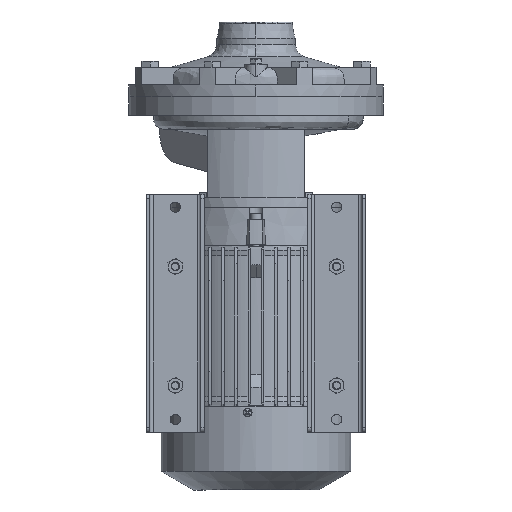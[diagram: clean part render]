
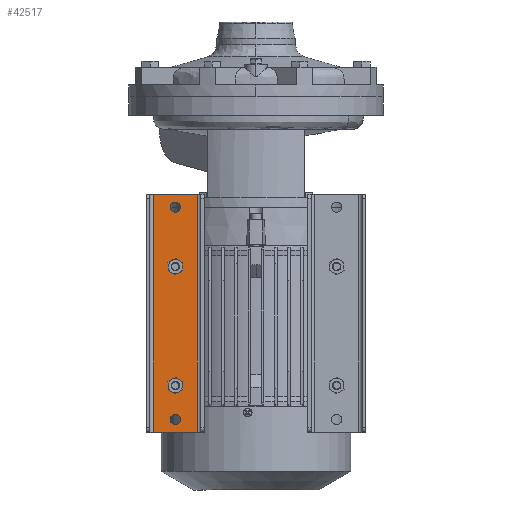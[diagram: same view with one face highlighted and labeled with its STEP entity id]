
A CAD part, front view. The second image highlights one B-rep face of the part: STEP entity #42517.
In plain terms, the highlighted planar face has unit normal (0, -1, 0).
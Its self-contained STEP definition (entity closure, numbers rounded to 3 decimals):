
#783 = DIRECTION ( 'NONE',  ( 0., 0., 1. ) ) ;
#5293 = CARTESIAN_POINT ( 'NONE',  ( -121., -116., -115. ) ) ;
#8846 = CARTESIAN_POINT ( 'NONE',  ( -95., -116., -130. ) ) ;
#13743 = VERTEX_POINT ( 'NONE', #236722 ) ;
#14920 = PLANE ( 'NONE',  #154708 ) ;
#15686 = AXIS2_PLACEMENT_3D ( 'NONE', #129467, #359600, #227638 ) ;
#16997 = LINE ( 'NONE', #339410, #275458 ) ;
#18044 = DIRECTION ( 'NONE',  ( 0., 1., 0. ) ) ;
#18607 = AXIS2_PLACEMENT_3D ( 'NONE', #8846, #311478, #246703 ) ;
#25318 = DIRECTION ( 'NONE',  ( 0., 0., 1. ) ) ;
#30280 = DIRECTION ( 'NONE',  ( 0., 1., 0. ) ) ;
#31265 = EDGE_LOOP ( 'NONE', ( #215869, #52439 ) ) ;
#31525 = CARTESIAN_POINT ( 'NONE',  ( -121., -116., -395. ) ) ;
#36979 = EDGE_CURVE ( 'NONE', #247970, #92748, #135975, .T. ) ;
#40636 = CARTESIAN_POINT ( 'NONE',  ( -95., -116., -200. ) ) ;
#42517 = ADVANCED_FACE ( 'NONE', ( #376545, #289956, #168174, #350908, #172030 ), #14920, .F. ) ;
#45471 = VERTEX_POINT ( 'NONE', #211224 ) ;
#48343 = EDGE_CURVE ( 'NONE', #79722, #158777, #274754, .T. ) ;
#52439 = ORIENTED_EDGE ( 'NONE', *, *, #147569, .T. ) ;
#53927 = CARTESIAN_POINT ( 'NONE',  ( -95., -116., -340. ) ) ;
#56790 = ORIENTED_EDGE ( 'NONE', *, *, #48343, .T. ) ;
#69170 = ORIENTED_EDGE ( 'NONE', *, *, #271622, .T. ) ;
#70146 = DIRECTION ( 'NONE',  ( -1., 0., 0. ) ) ;
#79078 = CIRCLE ( 'NONE', #317567, 6. ) ;
#79722 = VERTEX_POINT ( 'NONE', #332750 ) ;
#81647 = DIRECTION ( 'NONE',  ( 0., 1., 0. ) ) ;
#91985 = LINE ( 'NONE', #237546, #279678 ) ;
#92748 = VERTEX_POINT ( 'NONE', #238169 ) ;
#108804 = EDGE_CURVE ( 'NONE', #382258, #196042, #254446, .T. ) ;
#111905 = EDGE_CURVE ( 'NONE', #13743, #213013, #79078, .T. ) ;
#112896 = VERTEX_POINT ( 'NONE', #5293 ) ;
#119853 = CARTESIAN_POINT ( 'NONE',  ( -95., -116., -124. ) ) ;
#124104 = AXIS2_PLACEMENT_3D ( 'NONE', #40636, #221439, #341343 ) ;
#125193 = CIRCLE ( 'NONE', #18607, 6. ) ;
#129467 = CARTESIAN_POINT ( 'NONE',  ( -95., -116., -340. ) ) ;
#130092 = AXIS2_PLACEMENT_3D ( 'NONE', #316794, #18044, #169367 ) ;
#132499 = AXIS2_PLACEMENT_3D ( 'NONE', #144990, #264879, #163847 ) ;
#135975 = CIRCLE ( 'NONE', #299221, 6. ) ;
#144990 = CARTESIAN_POINT ( 'NONE',  ( -95., -116., -380. ) ) ;
#147265 = VECTOR ( 'NONE', #379679, 1000. ) ;
#147569 = EDGE_CURVE ( 'NONE', #92748, #247970, #125193, .T. ) ;
#154708 = AXIS2_PLACEMENT_3D ( 'NONE', #223266, #81647, #225212 ) ;
#158777 = VERTEX_POINT ( 'NONE', #384493 ) ;
#161778 = CARTESIAN_POINT ( 'NONE',  ( -61., -116., -395. ) ) ;
#163444 = EDGE_CURVE ( 'NONE', #196042, #382258, #245539, .T. ) ;
#163847 = DIRECTION ( 'NONE',  ( 0., 0., 1. ) ) ;
#168174 = FACE_BOUND ( 'NONE', #258309, .T. ) ;
#169367 = DIRECTION ( 'NONE',  ( 0., 0., 1. ) ) ;
#170690 = CARTESIAN_POINT ( 'NONE',  ( -95., -116., -346. ) ) ;
#172030 = FACE_OUTER_BOUND ( 'NONE', #330467, .T. ) ;
#188514 = DIRECTION ( 'NONE',  ( 0., 1., 0. ) ) ;
#196042 = VERTEX_POINT ( 'NONE', #308880 ) ;
#198213 = DIRECTION ( 'NONE',  ( 0., 0., 1. ) ) ;
#198874 = LINE ( 'NONE', #263670, #147265 ) ;
#209429 = EDGE_LOOP ( 'NONE', ( #56790, #69170 ) ) ;
#211224 = CARTESIAN_POINT ( 'NONE',  ( -69., -116., -395. ) ) ;
#213013 = VERTEX_POINT ( 'NONE', #300694 ) ;
#215869 = ORIENTED_EDGE ( 'NONE', *, *, #36979, .T. ) ;
#219903 = EDGE_CURVE ( 'NONE', #213013, #13743, #308094, .T. ) ;
#221439 = DIRECTION ( 'NONE',  ( 0., 1., 0. ) ) ;
#223266 = CARTESIAN_POINT ( 'NONE',  ( -54.2, -116., -87. ) ) ;
#225212 = DIRECTION ( 'NONE',  ( 0., 0., 1. ) ) ;
#225652 = ORIENTED_EDGE ( 'NONE', *, *, #384248, .T. ) ;
#227638 = DIRECTION ( 'NONE',  ( 0., 0., 1. ) ) ;
#232792 = DIRECTION ( 'NONE',  ( 0., 1., 0. ) ) ;
#234723 = DIRECTION ( 'NONE',  ( 0., 0., 1. ) ) ;
#234795 = CARTESIAN_POINT ( 'NONE',  ( -95., -116., -130. ) ) ;
#236722 = CARTESIAN_POINT ( 'NONE',  ( -95., -116., -374. ) ) ;
#237546 = CARTESIAN_POINT ( 'NONE',  ( -121., -116., -87. ) ) ;
#238169 = CARTESIAN_POINT ( 'NONE',  ( -95., -116., -136. ) ) ;
#242498 = LINE ( 'NONE', #161778, #260838 ) ;
#244749 = EDGE_CURVE ( 'NONE', #321430, #112896, #91985, .T. ) ;
#245539 = CIRCLE ( 'NONE', #346013, 6. ) ;
#246703 = DIRECTION ( 'NONE',  ( 0., 0., 1. ) ) ;
#247970 = VERTEX_POINT ( 'NONE', #119853 ) ;
#250251 = DIRECTION ( 'NONE',  ( 1., 0., 0. ) ) ;
#252693 = ORIENTED_EDGE ( 'NONE', *, *, #329494, .T. ) ;
#253091 = EDGE_CURVE ( 'NONE', #272288, #45471, #198874, .T. ) ;
#254446 = CIRCLE ( 'NONE', #15686, 6. ) ;
#258309 = EDGE_LOOP ( 'NONE', ( #334089, #267018 ) ) ;
#260838 = VECTOR ( 'NONE', #250251, 1000. ) ;
#263670 = CARTESIAN_POINT ( 'NONE',  ( -69., -116., -87. ) ) ;
#264879 = DIRECTION ( 'NONE',  ( 0., 1., 0. ) ) ;
#267018 = ORIENTED_EDGE ( 'NONE', *, *, #108804, .T. ) ;
#268982 = ORIENTED_EDGE ( 'NONE', *, *, #111905, .T. ) ;
#271622 = EDGE_CURVE ( 'NONE', #158777, #79722, #343377, .T. ) ;
#272288 = VERTEX_POINT ( 'NONE', #336117 ) ;
#274754 = CIRCLE ( 'NONE', #124104, 6. ) ;
#275458 = VECTOR ( 'NONE', #70146, 1000. ) ;
#279678 = VECTOR ( 'NONE', #25318, 1000. ) ;
#285196 = EDGE_LOOP ( 'NONE', ( #268982, #322806 ) ) ;
#289956 = FACE_BOUND ( 'NONE', #209429, .T. ) ;
#299221 = AXIS2_PLACEMENT_3D ( 'NONE', #234795, #30280, #783 ) ;
#300694 = CARTESIAN_POINT ( 'NONE',  ( -95., -116., -386. ) ) ;
#308094 = CIRCLE ( 'NONE', #132499, 6. ) ;
#308880 = CARTESIAN_POINT ( 'NONE',  ( -95., -116., -334. ) ) ;
#311478 = DIRECTION ( 'NONE',  ( 0., 1., 0. ) ) ;
#312023 = ORIENTED_EDGE ( 'NONE', *, *, #253091, .F. ) ;
#316794 = CARTESIAN_POINT ( 'NONE',  ( -95., -116., -200. ) ) ;
#317567 = AXIS2_PLACEMENT_3D ( 'NONE', #337893, #188514, #198213 ) ;
#319497 = ORIENTED_EDGE ( 'NONE', *, *, #244749, .F. ) ;
#321430 = VERTEX_POINT ( 'NONE', #31525 ) ;
#322806 = ORIENTED_EDGE ( 'NONE', *, *, #219903, .T. ) ;
#329494 = EDGE_CURVE ( 'NONE', #321430, #45471, #242498, .T. ) ;
#330467 = EDGE_LOOP ( 'NONE', ( #319497, #252693, #312023, #225652 ) ) ;
#332750 = CARTESIAN_POINT ( 'NONE',  ( -95., -116., -194. ) ) ;
#334089 = ORIENTED_EDGE ( 'NONE', *, *, #163444, .T. ) ;
#336117 = CARTESIAN_POINT ( 'NONE',  ( -69., -116., -115. ) ) ;
#337893 = CARTESIAN_POINT ( 'NONE',  ( -95., -116., -380. ) ) ;
#339410 = CARTESIAN_POINT ( 'NONE',  ( -129., -116., -115. ) ) ;
#341343 = DIRECTION ( 'NONE',  ( 0., 0., 1. ) ) ;
#343377 = CIRCLE ( 'NONE', #130092, 6. ) ;
#346013 = AXIS2_PLACEMENT_3D ( 'NONE', #53927, #232792, #234723 ) ;
#350908 = FACE_BOUND ( 'NONE', #285196, .T. ) ;
#359600 = DIRECTION ( 'NONE',  ( 0., 1., 0. ) ) ;
#376545 = FACE_BOUND ( 'NONE', #31265, .T. ) ;
#379679 = DIRECTION ( 'NONE',  ( 0., 0., -1. ) ) ;
#382258 = VERTEX_POINT ( 'NONE', #170690 ) ;
#384248 = EDGE_CURVE ( 'NONE', #272288, #112896, #16997, .T. ) ;
#384493 = CARTESIAN_POINT ( 'NONE',  ( -95., -116., -206. ) ) ;
